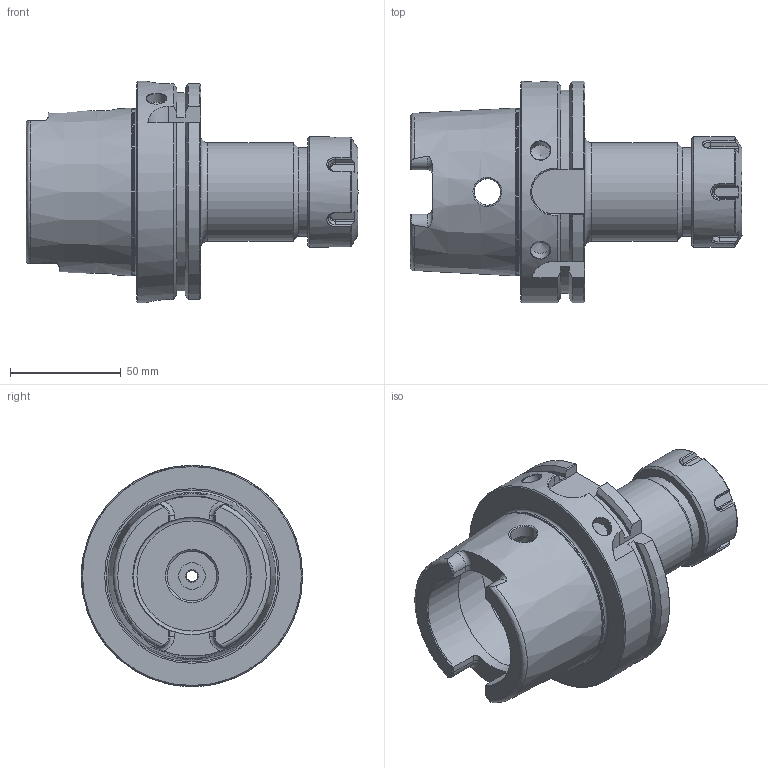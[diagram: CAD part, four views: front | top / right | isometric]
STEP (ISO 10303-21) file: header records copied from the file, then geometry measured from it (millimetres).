
FILE_DESCRIPTION(/* description */ ('ER COLLET CHUCK'),/* implementation_level */ '2;1');
FILE_NAME(/* name */ 'H100-32ERF394.stp',/* time_stamp */ '2017-01-26T15:59:37-05:00',/* author */ ('davhar'),/* organization */ (''),/* preprocessor_version */ 'ST-DEVELOPER v16.1',/* originating_system */ 'Autodesk Inventor 2016',/* authorisation */ '19.1 in^3');
FILE_SCHEMA (('AUTOMOTIVE_DESIGN { 1 0 10303 214 3 1 1 }'));
Length unit declared in the file: inch
Products named in the file (4): H100-32ER4-1; 32ERN; BS-18; H100-32ERF394
Assembly tree (3 placements, depth 2):
  H100-32ERF394
    H100-32ER4-1
    32ERN
    BS-18
Bounding box: 150.08 x 100 x 100 mm (x, y, z)
Volume: 335717.9 mm3; surface area: 72418.2 mm2
Topology: 3 solids, 3 shells, 236 faces, 587 edges, 364 vertices
Faces by surface type: plane 86, cylinder 61, cone 45, torus 25, bspline 19
Full cylindrical faces by diameter (mm): 7.112 x1, 9 x2, 10 x1, 12 x3, 17.78 x2, 18.923 x1, 20.447 x1, 22.377 x1, 23.165 x1, 23.495 x1, 25.016 x1, 27 x1, 38.65 x1, 40 x1, 41 x1, 44.45 x1, 50 x1, 53 x2, 63 x1, 75.364 x1, 100 x1
Entity records: 8784 total; most frequent: CARTESIAN_POINT 3625, ORIENTED_EDGE 1026, DIRECTION 951, EDGE_CURVE 513, AXIS2_PLACEMENT_3D 398, VERTEX_POINT 348, EDGE_LOOP 311, FACE_OUTER_BOUND 236
